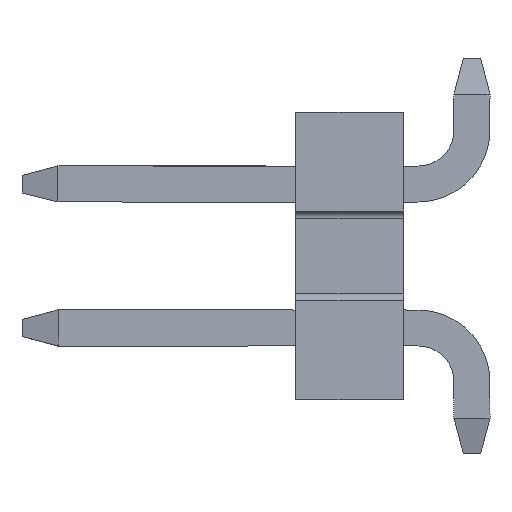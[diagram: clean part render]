
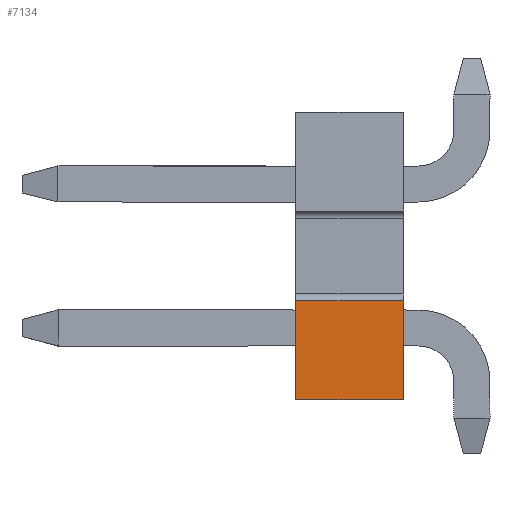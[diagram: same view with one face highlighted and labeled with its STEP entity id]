
A CAD part, left-side view. The second image highlights one B-rep face of the part: STEP entity #7134.
In plain terms, the highlighted planar face has unit normal (-1, 0, 0).
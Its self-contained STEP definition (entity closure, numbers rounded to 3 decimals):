
#396 = EDGE_CURVE ( 'NONE', #7881, #2201, #9329, .T. ) ;
#571 = CARTESIAN_POINT ( 'NONE',  ( -4.95, 0.75, -0.625 ) ) ;
#779 = CARTESIAN_POINT ( 'NONE',  ( -4.95, 0.75, -2. ) ) ;
#829 = DIRECTION ( 'NONE',  ( 0., 0., 1. ) ) ;
#983 = DIRECTION ( 'NONE',  ( 0., 0., -1. ) ) ;
#1149 = CARTESIAN_POINT ( 'NONE',  ( -4.95, 0.75, -2. ) ) ;
#1512 = ORIENTED_EDGE ( 'NONE', *, *, #1678, .T. ) ;
#1565 = ORIENTED_EDGE ( 'NONE', *, *, #8729, .F. ) ;
#1678 = EDGE_CURVE ( 'NONE', #4882, #9397, #2543, .T. ) ;
#1886 = VECTOR ( 'NONE', #9248, 1000. ) ;
#1904 = EDGE_CURVE ( 'NONE', #4882, #2201, #7261, .T. ) ;
#1918 = ORIENTED_EDGE ( 'NONE', *, *, #1904, .F. ) ;
#2201 = VERTEX_POINT ( 'NONE', #7304 ) ;
#2543 = LINE ( 'NONE', #571, #3013 ) ;
#2702 = CARTESIAN_POINT ( 'NONE',  ( -4.95, 0.75, -0.625 ) ) ;
#3013 = VECTOR ( 'NONE', #5039, 1000. ) ;
#3112 = PLANE ( 'NONE',  #7596 ) ;
#4704 = CARTESIAN_POINT ( 'NONE',  ( -4.95, -0.75, -2. ) ) ;
#4882 = VERTEX_POINT ( 'NONE', #8746 ) ;
#5039 = DIRECTION ( 'NONE',  ( 0., 1., 0. ) ) ;
#5248 = VECTOR ( 'NONE', #983, 1000. ) ;
#6338 = ORIENTED_EDGE ( 'NONE', *, *, #396, .T. ) ;
#6784 = LINE ( 'NONE', #1149, #8200 ) ;
#7014 = FACE_OUTER_BOUND ( 'NONE', #9769, .T. ) ;
#7134 = ADVANCED_FACE ( 'NONE', ( #7014 ), #3112, .T. ) ;
#7261 = LINE ( 'NONE', #4704, #5248 ) ;
#7304 = CARTESIAN_POINT ( 'NONE',  ( -4.95, -0.75, -2. ) ) ;
#7596 = AXIS2_PLACEMENT_3D ( 'NONE', #7686, #8436, #829 ) ;
#7686 = CARTESIAN_POINT ( 'NONE',  ( -4.95, 0.75, -2. ) ) ;
#7881 = VERTEX_POINT ( 'NONE', #779 ) ;
#8200 = VECTOR ( 'NONE', #8637, 1000. ) ;
#8436 = DIRECTION ( 'NONE',  ( -1., 0., 0. ) ) ;
#8486 = CARTESIAN_POINT ( 'NONE',  ( -4.95, 0., -2. ) ) ;
#8637 = DIRECTION ( 'NONE',  ( 0., 0., 1. ) ) ;
#8729 = EDGE_CURVE ( 'NONE', #7881, #9397, #6784, .T. ) ;
#8746 = CARTESIAN_POINT ( 'NONE',  ( -4.95, -0.75, -0.625 ) ) ;
#9248 = DIRECTION ( 'NONE',  ( 0., -1., 0. ) ) ;
#9329 = LINE ( 'NONE', #8486, #1886 ) ;
#9397 = VERTEX_POINT ( 'NONE', #2702 ) ;
#9769 = EDGE_LOOP ( 'NONE', ( #1918, #1512, #1565, #6338 ) ) ;
